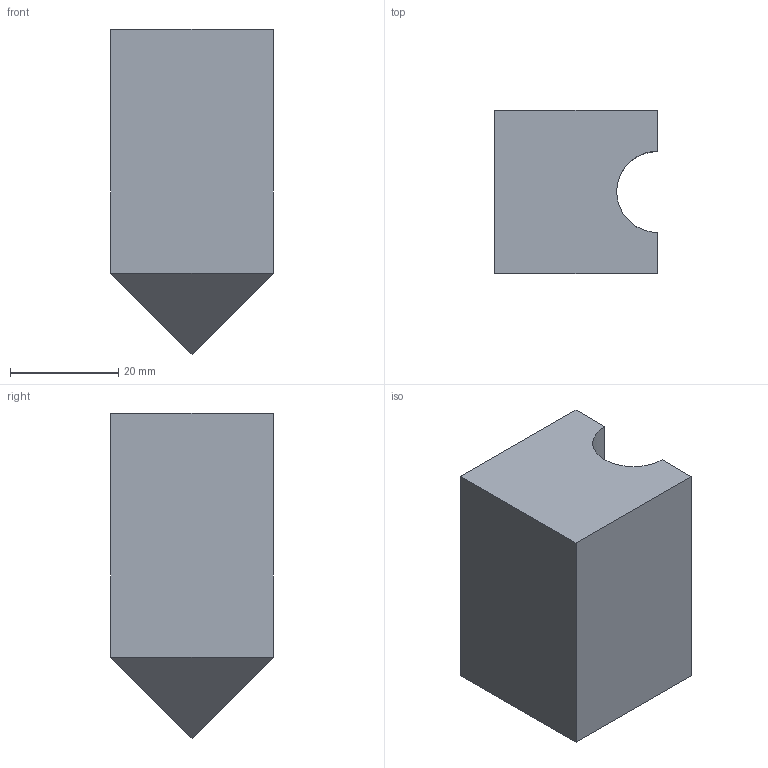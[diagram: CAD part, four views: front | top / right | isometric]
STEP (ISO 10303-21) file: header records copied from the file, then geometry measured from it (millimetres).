
FILE_DESCRIPTION((''),'2;1');
FILE_NAME('TEST-TOOL','2014-08-13T',('Vinson'),(''),'PRO/ENGINEER BY PARAMETRIC TECHNOLOGY CORPORATION, 2010480','PRO/ENGINEER BY PARAMETRIC TECHNOLOGY CORPORATION, 2010480','');
FILE_SCHEMA(('AUTOMOTIVE_DESIGN_CC2 { 1 2 10303 214 -1 1 5 2 }'));
Length unit declared in the file: millimetre
Products named in the file (1): TEST-TOOL
Bounding box: 30 x 30 x 60 mm (x, y, z)
Volume: 40742.8 mm3; surface area: 7857.3 mm2
Topology: 1 solids, 1 shells, 11 faces, 22 edges, 13 vertices
Faces by surface type: plane 10, cylinder 1
Entity records: 346 total; most frequent: CARTESIAN_POINT 62, DIRECTION 44, ORIENTED_EDGE 44, COLOUR_RGB 44, EDGE_CURVE 22, VECTOR 20, LINE 20, VERTEX_POINT 13
